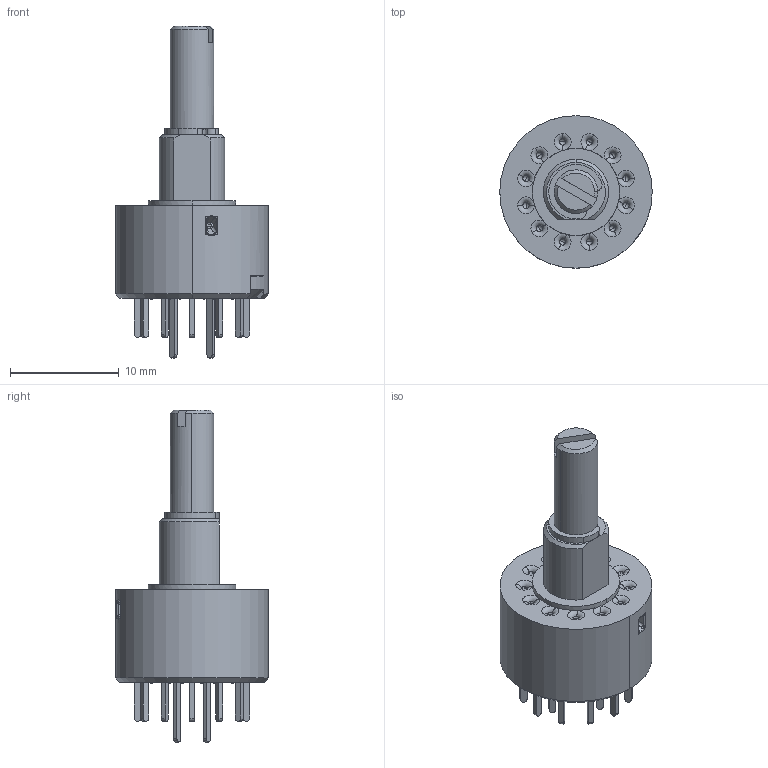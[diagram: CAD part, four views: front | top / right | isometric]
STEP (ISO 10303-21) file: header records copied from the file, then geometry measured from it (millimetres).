
FILE_DESCRIPTION (( 'STEP AP214' ), '1' );
FILE_NAME ('6ﾏ2ﾍ 23.step', '2024-10-16T04:05:41', ( '' ), ( '' ), 'SwSTEP 2.0', 'SolidWorks 2018', '' );
FILE_SCHEMA (( 'AUTOMOTIVE_DESIGN' ));
Length unit declared in the file: millimetre
Products named in the file (1): 6ﾏ2ﾍ 23
Bounding box: 14 x 14 x 30.48 mm (x, y, z)
Surface area: 1394.4 mm2 (no closed solid volume)
Topology: 0 solids, 20 shells, 354 faces, 1209 edges, 834 vertices
Faces by surface type: plane 144, cylinder 100, torus 39, bspline 28, sphere 24, cone 19
Entity records: 17876 total; most frequent: CARTESIAN_POINT 3866, DIRECTION 2124, ORIENTED_EDGE 1990, EDGE_CURVE 1201, VERTEX_POINT 834, AXIS2_PLACEMENT_3D 760, VECTOR 604, LINE 604
